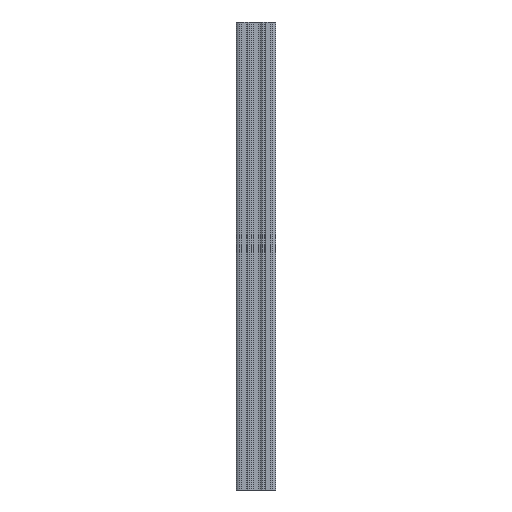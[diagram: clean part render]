
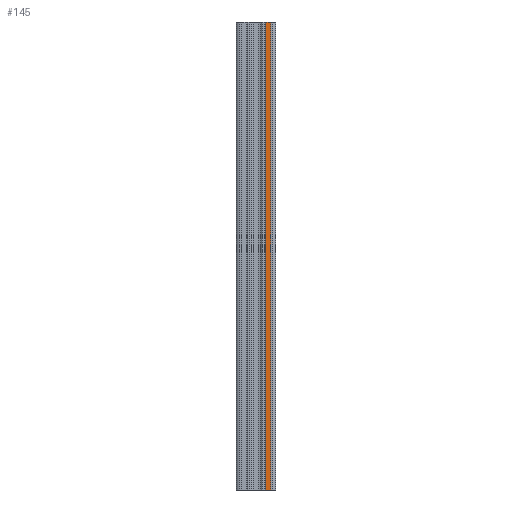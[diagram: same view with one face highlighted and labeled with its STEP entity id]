
A CAD part, front view. The second image highlights one B-rep face of the part: STEP entity #145.
In plain terms, the highlighted planar face has unit normal (0, -1, 0).
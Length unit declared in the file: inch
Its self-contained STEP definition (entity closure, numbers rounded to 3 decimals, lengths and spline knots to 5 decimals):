
#145 = ADVANCED_FACE ( 'NONE', ( #3506 ), #3502, .F. ) ;
#170 = DIRECTION ( 'NONE',  ( 0., 0., -1. ) ) ;
#187 = CARTESIAN_POINT ( 'NONE',  ( 0.376, -0.5, -6. ) ) ;
#440 = EDGE_CURVE ( 'NONE', #1653, #1641, #640, .T. ) ;
#565 = DIRECTION ( 'NONE',  ( 0., 0., -1. ) ) ;
#640 = LINE ( 'NONE', #1723, #3196 ) ;
#664 = ORIENTED_EDGE ( 'NONE', *, *, #2932, .F. ) ;
#821 = EDGE_CURVE ( 'NONE', #1641, #1448, #1222, .T. ) ;
#915 = EDGE_LOOP ( 'NONE', ( #1688, #3307, #664, #2928 ) ) ;
#1053 = VERTEX_POINT ( 'NONE', #2390 ) ;
#1137 = VECTOR ( 'NONE', #2734, 39.37008 ) ;
#1222 = LINE ( 'NONE', #2135, #1137 ) ;
#1296 = CARTESIAN_POINT ( 'NONE',  ( 0.376, -0.5, 6. ) ) ;
#1340 = VECTOR ( 'NONE', #3058, 39.37008 ) ;
#1448 = VERTEX_POINT ( 'NONE', #187 ) ;
#1499 = CARTESIAN_POINT ( 'NONE',  ( 0.24934, -0.5, 6. ) ) ;
#1560 = LINE ( 'NONE', #1296, #3267 ) ;
#1641 = VERTEX_POINT ( 'NONE', #1793 ) ;
#1653 = VERTEX_POINT ( 'NONE', #3250 ) ;
#1688 = ORIENTED_EDGE ( 'NONE', *, *, #821, .T. ) ;
#1723 = CARTESIAN_POINT ( 'NONE',  ( 0.24934, -0.5, 6. ) ) ;
#1790 = DIRECTION ( 'NONE',  ( 0., 0., 1. ) ) ;
#1793 = CARTESIAN_POINT ( 'NONE',  ( 0.24934, -0.5, -6. ) ) ;
#2135 = CARTESIAN_POINT ( 'NONE',  ( 0.24934, -0.5, -6. ) ) ;
#2390 = CARTESIAN_POINT ( 'NONE',  ( 0.376, -0.5, 6. ) ) ;
#2734 = DIRECTION ( 'NONE',  ( 1., 0., 0. ) ) ;
#2928 = ORIENTED_EDGE ( 'NONE', *, *, #440, .T. ) ;
#2932 = EDGE_CURVE ( 'NONE', #1653, #1053, #2995, .T. ) ;
#2965 = AXIS2_PLACEMENT_3D ( 'NONE', #1499, #3177, #1790 ) ;
#2989 = EDGE_CURVE ( 'NONE', #1053, #1448, #1560, .T. ) ;
#2995 = LINE ( 'NONE', #3326, #1340 ) ;
#3058 = DIRECTION ( 'NONE',  ( 1., 0., 0. ) ) ;
#3177 = DIRECTION ( 'NONE',  ( 0., 1., 0. ) ) ;
#3196 = VECTOR ( 'NONE', #565, 39.37008 ) ;
#3250 = CARTESIAN_POINT ( 'NONE',  ( 0.24934, -0.5, 6. ) ) ;
#3267 = VECTOR ( 'NONE', #170, 39.37008 ) ;
#3307 = ORIENTED_EDGE ( 'NONE', *, *, #2989, .F. ) ;
#3326 = CARTESIAN_POINT ( 'NONE',  ( 0.24934, -0.5, 6. ) ) ;
#3502 = PLANE ( 'NONE',  #2965 ) ;
#3506 = FACE_OUTER_BOUND ( 'NONE', #915, .T. ) ;
